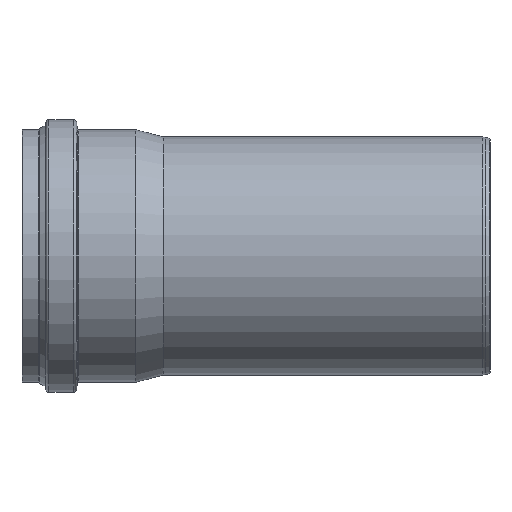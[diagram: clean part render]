
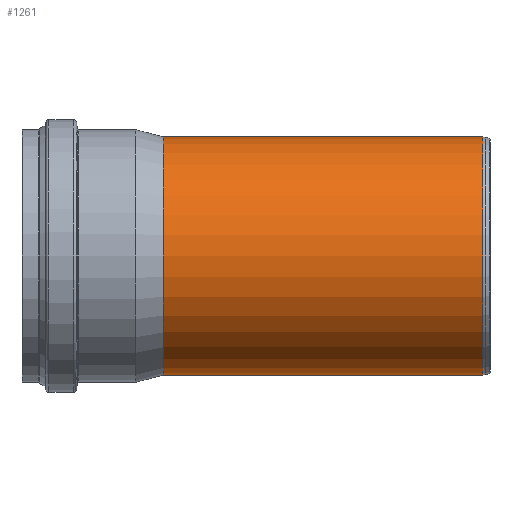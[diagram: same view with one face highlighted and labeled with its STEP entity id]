
A CAD part, left-side view. The second image highlights one B-rep face of the part: STEP entity #1261.
In plain terms, the highlighted cylindrical face has radius 157.65 mm (diameter 315.3 mm), a full revolution.
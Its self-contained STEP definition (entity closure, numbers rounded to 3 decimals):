
#77=LINE('',#2293,#118);
#78=LINE('',#2295,#119);
#118=VECTOR('',#1603,157.65);
#119=VECTOR('',#1604,157.65);
#159=CYLINDRICAL_SURFACE('',#1360,157.65);
#178=FACE_OUTER_BOUND('',#253,.T.);
#253=EDGE_LOOP('',(#854,#855,#856,#857,#858,#859,#860,#861,#862,#863));
#333=B_SPLINE_CURVE_WITH_KNOTS('',3,(#2253,#2254,#2255,#2256,#2257,#2258,
#2259,#2260,#2261),.UNSPECIFIED.,.F.,.F.,(4,1,1,1,1,1,4),(-49.324,
-47.563,-45.801,-42.278,-39.929,
-37.58,-36.673),.UNSPECIFIED.);
#334=B_SPLINE_CURVE_WITH_KNOTS('',3,(#2263,#2264,#2265,#2266,#2267,#2268,
#2269,#2270,#2271,#2272,#2273,#2274,#2275,#2276),.UNSPECIFIED.,.F.,.F.,
(4,1,1,1,1,1,1,1,1,1,1,4),(-36.673,-35.232,-32.883,
-30.534,-28.185,-25.837,-23.488,
-21.139,-18.79,-16.441,-14.093,
-12.011),.UNSPECIFIED.);
#335=B_SPLINE_CURVE_WITH_KNOTS('',3,(#2277,#2278,#2279,#2280,#2281,#2282,
#2283,#2284,#2285),.UNSPECIFIED.,.F.,.F.,(4,1,1,1,1,1,4),(-12.011,
-11.744,-9.395,-7.046,-3.523,
-1.762,0.),.UNSPECIFIED.);
#341=CIRCLE('',#1361,157.65);
#342=CIRCLE('',#1362,157.65);
#343=CIRCLE('',#1363,157.65);
#498=VERTEX_POINT('',#2220);
#501=VERTEX_POINT('',#2252);
#502=VERTEX_POINT('',#2262);
#504=VERTEX_POINT('',#2291);
#505=VERTEX_POINT('',#2294);
#506=VERTEX_POINT('',#2296);
#637=EDGE_CURVE('',#498,#501,#333,.T.);
#638=EDGE_CURVE('',#501,#502,#334,.T.);
#639=EDGE_CURVE('',#502,#498,#335,.T.);
#642=EDGE_CURVE('',#504,#504,#341,.T.);
#643=EDGE_CURVE('',#504,#501,#77,.T.);
#644=EDGE_CURVE('',#502,#505,#78,.T.);
#645=EDGE_CURVE('',#505,#506,#342,.T.);
#646=EDGE_CURVE('',#506,#505,#343,.T.);
#854=ORIENTED_EDGE('',*,*,#642,.F.);
#855=ORIENTED_EDGE('',*,*,#643,.T.);
#856=ORIENTED_EDGE('',*,*,#637,.F.);
#857=ORIENTED_EDGE('',*,*,#639,.F.);
#858=ORIENTED_EDGE('',*,*,#644,.T.);
#859=ORIENTED_EDGE('',*,*,#645,.T.);
#860=ORIENTED_EDGE('',*,*,#646,.T.);
#861=ORIENTED_EDGE('',*,*,#644,.F.);
#862=ORIENTED_EDGE('',*,*,#638,.F.);
#863=ORIENTED_EDGE('',*,*,#643,.F.);
#1261=ADVANCED_FACE('',(#178),#159,.T.);
#1360=AXIS2_PLACEMENT_3D('',#2290,#1599,#1600);
#1361=AXIS2_PLACEMENT_3D('',#2292,#1601,#1602);
#1362=AXIS2_PLACEMENT_3D('',#2297,#1605,#1606);
#1363=AXIS2_PLACEMENT_3D('',#2298,#1607,#1608);
#1599=DIRECTION('center_axis',(0.,1.,0.));
#1600=DIRECTION('ref_axis',(-1.,0.,0.));
#1601=DIRECTION('center_axis',(0.,1.,0.));
#1602=DIRECTION('ref_axis',(1.,0.,0.));
#1603=DIRECTION('',(0.,-1.,0.));
#1604=DIRECTION('',(0.,-1.,0.));
#1605=DIRECTION('center_axis',(0.,1.,0.));
#1606=DIRECTION('ref_axis',(1.,0.,0.));
#1607=DIRECTION('center_axis',(0.,1.,0.));
#1608=DIRECTION('ref_axis',(1.,0.,0.));
#2220=CARTESIAN_POINT('',(135.234,251.51,-81.026));
#2252=CARTESIAN_POINT('',(157.648,337.44,-0.001));
#2253=CARTESIAN_POINT('Ctrl Pts',(135.234,251.51,-81.026));
#2254=CARTESIAN_POINT('Ctrl Pts',(135.11,257.765,-81.233));
#2255=CARTESIAN_POINT('Ctrl Pts',(135.727,270.335,-80.225));
#2256=CARTESIAN_POINT('Ctrl Pts',(139.993,294.039,-72.823));
#2257=CARTESIAN_POINT('Ctrl Pts',(147.559,315.554,-57.283));
#2258=CARTESIAN_POINT('Ctrl Pts',(154.586,331.254,-33.62));
#2259=CARTESIAN_POINT('Ctrl Pts',(157.313,336.754,-14.616));
#2260=CARTESIAN_POINT('Ctrl Pts',(157.649,337.441,-3.188));
#2261=CARTESIAN_POINT('Ctrl Pts',(157.648,337.44,-0.001));
#2262=CARTESIAN_POINT('',(157.652,173.084,-0.001));
#2263=CARTESIAN_POINT('Ctrl Pts',(157.648,337.44,-0.001));
#2264=CARTESIAN_POINT('Ctrl Pts',(157.646,337.437,5.057));
#2265=CARTESIAN_POINT('Ctrl Pts',(157.011,336.153,18.363));
#2266=CARTESIAN_POINT('Ctrl Pts',(153.386,328.716,38.597));
#2267=CARTESIAN_POINT('Ctrl Pts',(147.014,313.981,57.881));
#2268=CARTESIAN_POINT('Ctrl Pts',(140.347,294.413,72.193));
#2269=CARTESIAN_POINT('Ctrl Pts',(135.494,271.06,80.635));
#2270=CARTESIAN_POINT('Ctrl Pts',(134.689,245.657,81.918));
#2271=CARTESIAN_POINT('Ctrl Pts',(138.502,221.369,75.568));
#2272=CARTESIAN_POINT('Ctrl Pts',(144.991,200.708,62.677));
#2273=CARTESIAN_POINT('Ctrl Pts',(151.758,184.824,44.45));
#2274=CARTESIAN_POINT('Ctrl Pts',(156.546,175.19,22.855));
#2275=CARTESIAN_POINT('Ctrl Pts',(157.648,173.087,7.304));
#2276=CARTESIAN_POINT('Ctrl Pts',(157.652,173.084,-0.001));
#2277=CARTESIAN_POINT('Ctrl Pts',(157.652,173.084,-0.001));
#2278=CARTESIAN_POINT('Ctrl Pts',(157.652,173.084,-0.937));
#2279=CARTESIAN_POINT('Ctrl Pts',(157.573,173.238,-10.112));
#2280=CARTESIAN_POINT('Ctrl Pts',(155.854,176.505,-27.397));
#2281=CARTESIAN_POINT('Ctrl Pts',(149.391,189.867,-52.603));
#2282=CARTESIAN_POINT('Ctrl Pts',(141.53,209.869,-69.928));
#2283=CARTESIAN_POINT('Ctrl Pts',(136.473,232.816,-78.976));
#2284=CARTESIAN_POINT('Ctrl Pts',(135.359,245.255,-80.818));
#2285=CARTESIAN_POINT('Ctrl Pts',(135.234,251.51,-81.026));
#2290=CARTESIAN_POINT('Origin',(0.,221.176,
0.));
#2291=CARTESIAN_POINT('',(157.65,432.904,0.));
#2292=CARTESIAN_POINT('Origin',(0.,432.904,
0.));
#2293=CARTESIAN_POINT('',(157.65,221.176,0.));
#2294=CARTESIAN_POINT('',(157.65,9.448,0.));
#2295=CARTESIAN_POINT('',(157.65,221.176,0.));
#2296=CARTESIAN_POINT('',(0.,9.448,-157.65));
#2297=CARTESIAN_POINT('Origin',(0.,9.448,
0.));
#2298=CARTESIAN_POINT('Origin',(0.,9.448,
0.));
